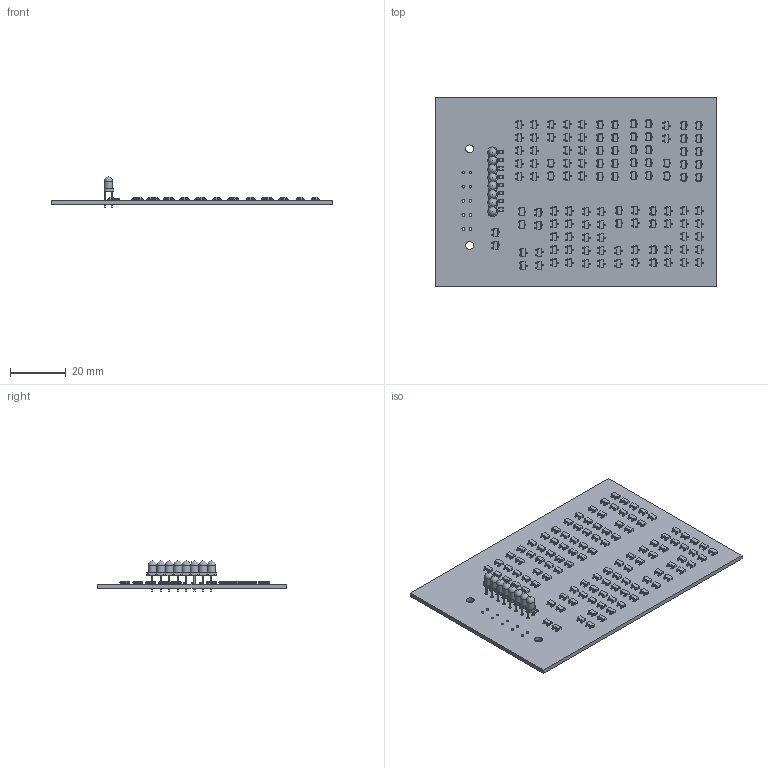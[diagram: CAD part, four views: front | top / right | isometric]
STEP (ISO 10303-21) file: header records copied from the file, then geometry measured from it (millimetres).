
FILE_DESCRIPTION(('KiCad electronic assembly'),'2;1');
FILE_NAME('led_panel_1.step','2026-01-13T23:05:05',('Pcbnew'),('Kicad'), 'Open CASCADE STEP processor 7.8','KiCad to STEP converter','Unknown' );
FILE_SCHEMA(('AUTOMOTIVE_DESIGN { 1 0 10303 214 1 1 1 1 }'));
Length unit declared in the file: millimetre
Products named in the file (5): led_panel_1 1; TSOT-23; R_0805_2012Metric; LED_D3.0mm; led_panel_1_PCB
Assembly tree (131 placements, depth 2):
  led_panel_1 1
    TSOT-23  x114
    R_0805_2012Metric  x8
    LED_D3.0mm  x8
    led_panel_1_PCB
Bounding box: 101 x 68 x 10.8 mm (x, y, z)
Volume: 11084.9 mm3; surface area: 17160 mm2
Topology: 131 solids, 131 shells, 8578 faces, 22368 edges, 14174 vertices
Faces by surface type: plane 5270, bspline 1824, cylinder 1476, sphere 8
Full cylindrical faces by diameter (mm): 0.9 x16, 1 x10, 2.85 x2, 3 x8
Entity records: 6690 total; most frequent: DIRECTION 998, CARTESIAN_POINT 994, ORIENTED_EDGE 780, EDGE_CURVE 390, AXIS2_PLACEMENT_3D 368, LINE 262, VECTOR 262, VERTEX_POINT 252
